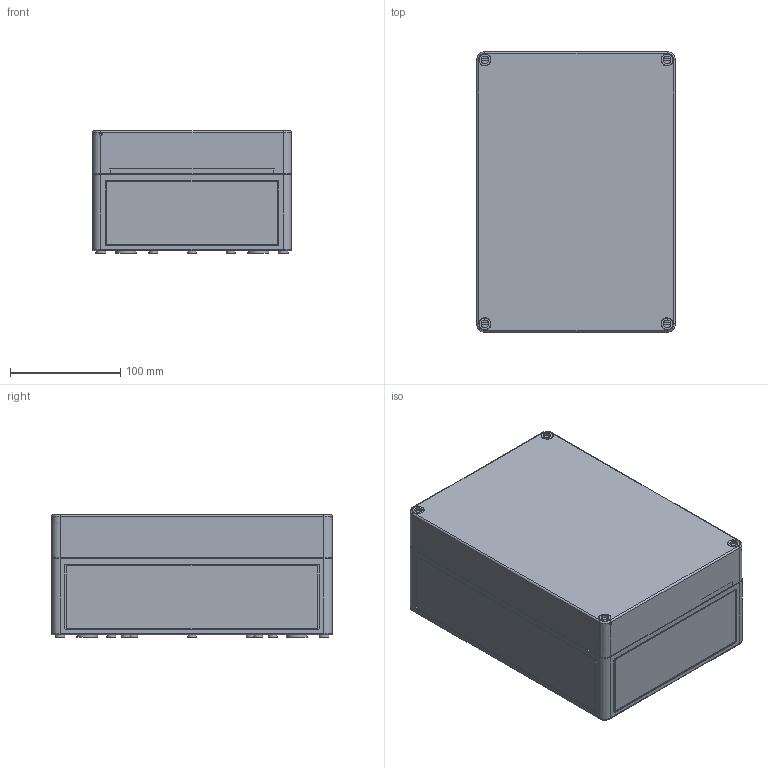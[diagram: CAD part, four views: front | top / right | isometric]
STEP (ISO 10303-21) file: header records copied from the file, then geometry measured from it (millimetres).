
FILE_DESCRIPTION(/* description */ (''),/* implementation_level */ '2;1');
FILE_NAME(/* name */ '111-508_and_130-508.stp',/* time_stamp */ '2016-06-30T08:39:39-04:00',/* author */ ('CAD Station'),/* organization */ (''),/* preprocessor_version */ 'ST-DEVELOPER v16.1',/* originating_system */ 'Autodesk Inventor 2016',/* authorisation */ '');
FILE_SCHEMA (('AUTOMOTIVE_DESIGN { 1 0 10303 214 3 1 1 }'));
Length unit declared in the file: millimetre
Products named in the file (4): _Deckel_TK2518-11-t; _Schraube_TK58mm-schwarz; KASTEN_TK2518_O; 111-508_and_130-508
Assembly tree (6 placements, depth 2):
  111-508_and_130-508
    _Deckel_TK2518-11-t
    _Schraube_TK58mm-schwarz  x4
    KASTEN_TK2518_O
Bounding box: 180 x 254 x 110.7 mm (x, y, z)
Volume: 646649.2 mm3; surface area: 404205.8 mm2
Topology: 6 solids, 12 shells, 896 faces, 2190 edges, 1440 vertices
Faces by surface type: plane 588, cylinder 252, cone 44, torus 12
Full cylindrical faces by diameter (mm): 2.2 x2, 3.4 x11, 3.48 x2, 5 x8, 5.8 x8, 7 x4, 8 x13, 8.376 x4, 9 x4, 10 x4, 10.5 x4, 14 x4, 17 x4, 19 x4
Entity records: 19867 total; most frequent: CARTESIAN_POINT 3830, DIRECTION 3446, ORIENTED_EDGE 3063, EDGE_CURVE 1540, AXIS2_PLACEMENT_3D 1248, VERTEX_POINT 1064, LINE 950, VECTOR 950
